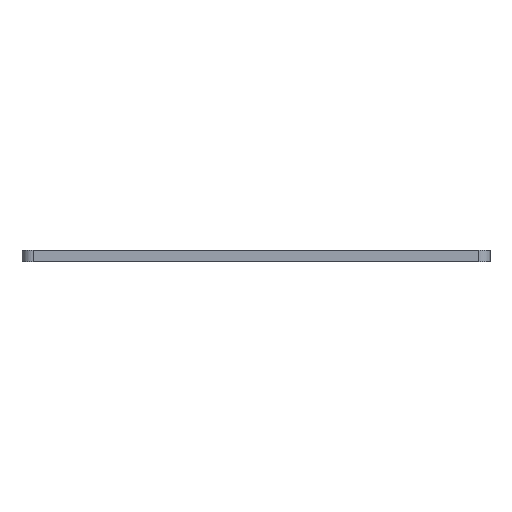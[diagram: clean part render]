
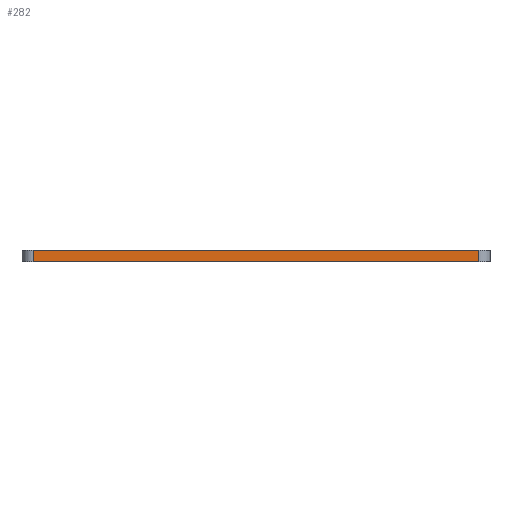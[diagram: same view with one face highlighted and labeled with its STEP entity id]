
A CAD part, left-side view. The second image highlights one B-rep face of the part: STEP entity #282.
In plain terms, the highlighted planar face has unit normal (-1, 0, 0).
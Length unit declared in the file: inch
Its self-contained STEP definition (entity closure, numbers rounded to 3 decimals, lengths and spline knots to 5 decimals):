
#26 = DIRECTION ( 'NONE',  ( 0., 0., -1. ) ) ;
#106 = ORIENTED_EDGE ( 'NONE', *, *, #292, .T. ) ;
#109 = VERTEX_POINT ( 'NONE', #689 ) ;
#116 = AXIS2_PLACEMENT_3D ( 'NONE', #344, #591, #26 ) ;
#126 = DIRECTION ( 'NONE',  ( 0., 0., -1. ) ) ;
#178 = FACE_OUTER_BOUND ( 'NONE', #607, .T. ) ;
#206 = CARTESIAN_POINT ( 'NONE',  ( -5.25, -5., 0.25 ) ) ;
#224 = LINE ( 'NONE', #430, #251 ) ;
#235 = ORIENTED_EDGE ( 'NONE', *, *, #357, .T. ) ;
#245 = LINE ( 'NONE', #737, #537 ) ;
#251 = VECTOR ( 'NONE', #481, 39.37008 ) ;
#282 = ADVANCED_FACE ( 'NONE', ( #178 ), #428, .F. ) ;
#291 = VERTEX_POINT ( 'NONE', #533 ) ;
#292 = EDGE_CURVE ( 'NONE', #109, #291, #245, .T. ) ;
#316 = VERTEX_POINT ( 'NONE', #560 ) ;
#344 = CARTESIAN_POINT ( 'NONE',  ( -5.25, -5.25, 0.25 ) ) ;
#354 = VECTOR ( 'NONE', #126, 39.37008 ) ;
#357 = EDGE_CURVE ( 'NONE', #485, #109, #433, .T. ) ;
#428 = PLANE ( 'NONE',  #116 ) ;
#430 = CARTESIAN_POINT ( 'NONE',  ( -5.25, -5.25, 0.25 ) ) ;
#433 = LINE ( 'NONE', #799, #354 ) ;
#481 = DIRECTION ( 'NONE',  ( 0., -1., 0. ) ) ;
#482 = EDGE_CURVE ( 'NONE', #291, #316, #651, .T. ) ;
#485 = VERTEX_POINT ( 'NONE', #770 ) ;
#533 = CARTESIAN_POINT ( 'NONE',  ( -5.25, -5., 0. ) ) ;
#537 = VECTOR ( 'NONE', #814, 39.37008 ) ;
#560 = CARTESIAN_POINT ( 'NONE',  ( -5.25, -5., 0.25 ) ) ;
#591 = DIRECTION ( 'NONE',  ( 1., 0., 0. ) ) ;
#597 = ORIENTED_EDGE ( 'NONE', *, *, #658, .F. ) ;
#607 = EDGE_LOOP ( 'NONE', ( #106, #707, #597, #235 ) ) ;
#651 = LINE ( 'NONE', #206, #743 ) ;
#658 = EDGE_CURVE ( 'NONE', #485, #316, #224, .T. ) ;
#689 = CARTESIAN_POINT ( 'NONE',  ( -5.25, 5., 0. ) ) ;
#698 = DIRECTION ( 'NONE',  ( 0., 0., 1. ) ) ;
#707 = ORIENTED_EDGE ( 'NONE', *, *, #482, .T. ) ;
#737 = CARTESIAN_POINT ( 'NONE',  ( -5.25, -5.25, 0. ) ) ;
#743 = VECTOR ( 'NONE', #698, 39.37008 ) ;
#770 = CARTESIAN_POINT ( 'NONE',  ( -5.25, 5., 0.25 ) ) ;
#799 = CARTESIAN_POINT ( 'NONE',  ( -5.25, 5., 0.25 ) ) ;
#814 = DIRECTION ( 'NONE',  ( 0., -1., 0. ) ) ;
